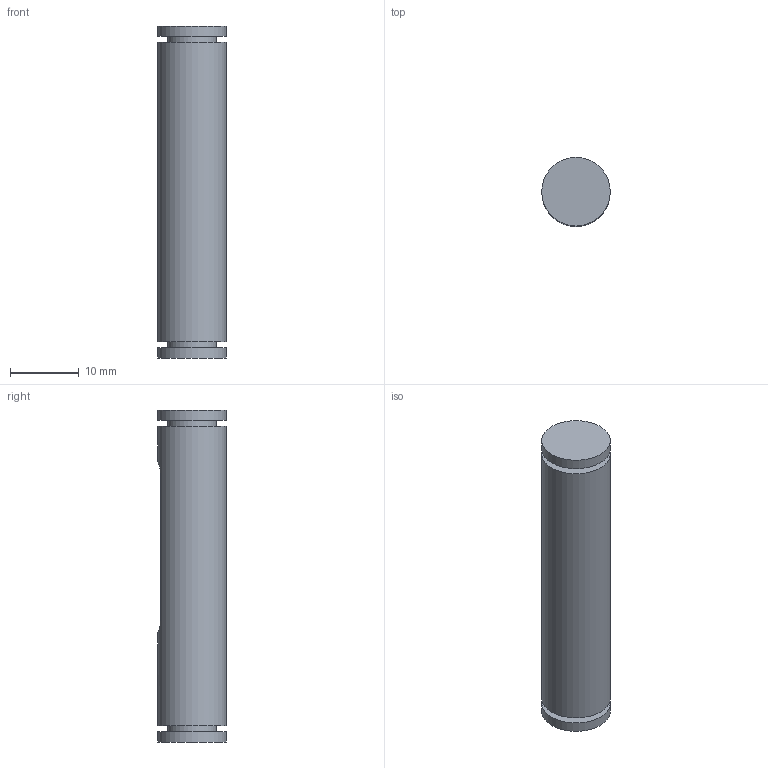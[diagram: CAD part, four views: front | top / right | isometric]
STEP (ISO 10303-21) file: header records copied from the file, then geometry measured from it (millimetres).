
FILE_DESCRIPTION(/* description */ (''),/* implementation_level */ '2;1');
FILE_NAME(/* name */ 'gearbox_shaft1.stp',/* time_stamp */ '2023-07-24T13:26:31+08:00',/* author */ ('310611102'),/* organization */ (''),/* preprocessor_version */ 'ST-DEVELOPER v19',/* originating_system */ 'Autodesk Inventor 2023',/* authorisation */ '');
FILE_SCHEMA (('AUTOMOTIVE_DESIGN { 1 0 10303 214 3 1 1 }'));
Length unit declared in the file: millimetre
Products named in the file (1): gearbox_shaft1
Bounding box: 10 x 10 x 48.4 mm (x, y, z)
Volume: 3521.9 mm3; surface area: 1919.7 mm2
Topology: 1 solids, 1 shells, 16 faces, 29 edges, 20 vertices
Faces by surface type: plane 9, cylinder 7
Full cylindrical faces by diameter (mm): 7.1 x2, 10 x3
Entity records: 470 total; most frequent: CARTESIAN_POINT 102, DIRECTION 71, ORIENTED_EDGE 58, EDGE_CURVE 29, AXIS2_PLACEMENT_3D 29, EDGE_LOOP 21, VERTEX_POINT 20, FACE_OUTER_BOUND 16
